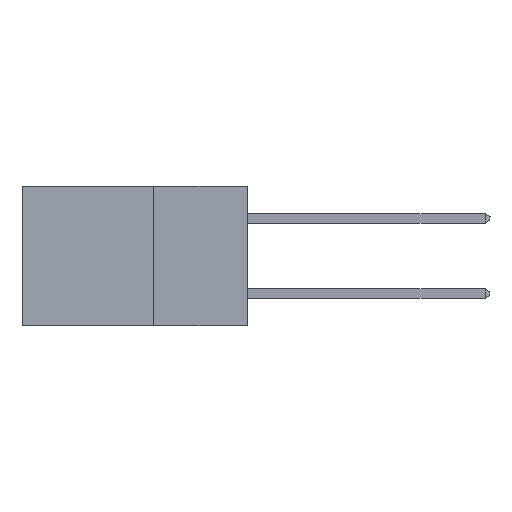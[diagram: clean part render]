
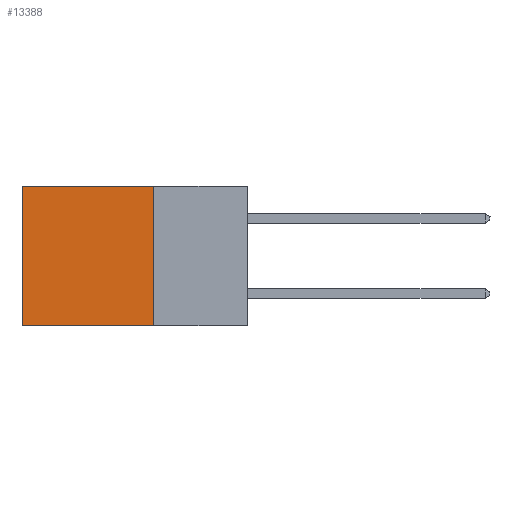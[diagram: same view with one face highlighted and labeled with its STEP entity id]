
A CAD part, left-side view. The second image highlights one B-rep face of the part: STEP entity #13388.
In plain terms, the highlighted planar face has unit normal (-1, 0, 0).
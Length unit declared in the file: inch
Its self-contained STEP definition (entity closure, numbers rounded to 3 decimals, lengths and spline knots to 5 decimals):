
#156 = FACE_OUTER_BOUND ( 'NONE', #11082, .T. ) ;
#865 = CARTESIAN_POINT ( 'NONE',  ( 0.2615, 0.25, 0. ) ) ;
#1400 = VERTEX_POINT ( 'NONE', #8757 ) ;
#1446 = LINE ( 'NONE', #12689, #8544 ) ;
#3002 = DIRECTION ( 'NONE',  ( 0., 0., -1. ) ) ;
#3943 = VECTOR ( 'NONE', #10513, 39.37008 ) ;
#4050 = VERTEX_POINT ( 'NONE', #8496 ) ;
#6176 = LINE ( 'NONE', #11046, #11847 ) ;
#6833 = EDGE_CURVE ( 'NONE', #9697, #1400, #6851, .T. ) ;
#6851 = LINE ( 'NONE', #865, #7226 ) ;
#6937 = ORIENTED_EDGE ( 'NONE', *, *, #6833, .T. ) ;
#7005 = ORIENTED_EDGE ( 'NONE', *, *, #10661, .F. ) ;
#7085 = VERTEX_POINT ( 'NONE', #9006 ) ;
#7226 = VECTOR ( 'NONE', #19353, 39.37008 ) ;
#7308 = LINE ( 'NONE', #18468, #3943 ) ;
#7717 = DIRECTION ( 'NONE',  ( 0., 1., 0. ) ) ;
#7885 = ORIENTED_EDGE ( 'NONE', *, *, #10917, .F. ) ;
#8087 = DIRECTION ( 'NONE',  ( 0., 0., -1. ) ) ;
#8193 = PLANE ( 'NONE',  #12673 ) ;
#8216 = EDGE_CURVE ( 'NONE', #1400, #4050, #1446, .T. ) ;
#8296 = DIRECTION ( 'NONE',  ( 1., 0., 0. ) ) ;
#8496 = CARTESIAN_POINT ( 'NONE',  ( 0.2615, 0.6, -0.37 ) ) ;
#8544 = VECTOR ( 'NONE', #3002, 39.37008 ) ;
#8757 = CARTESIAN_POINT ( 'NONE',  ( 0.2615, 0.6, 0. ) ) ;
#9006 = CARTESIAN_POINT ( 'NONE',  ( 0.2615, 0.25, -0.37 ) ) ;
#9697 = VERTEX_POINT ( 'NONE', #15766 ) ;
#10513 = DIRECTION ( 'NONE',  ( 0., 0., -1. ) ) ;
#10593 = ORIENTED_EDGE ( 'NONE', *, *, #8216, .T. ) ;
#10661 = EDGE_CURVE ( 'NONE', #7085, #4050, #6176, .T. ) ;
#10917 = EDGE_CURVE ( 'NONE', #9697, #7085, #7308, .T. ) ;
#11046 = CARTESIAN_POINT ( 'NONE',  ( 0.2615, 0.25, -0.37 ) ) ;
#11082 = EDGE_LOOP ( 'NONE', ( #10593, #7005, #7885, #6937 ) ) ;
#11847 = VECTOR ( 'NONE', #7717, 39.37008 ) ;
#12673 = AXIS2_PLACEMENT_3D ( 'NONE', #18856, #8296, #8087 ) ;
#12689 = CARTESIAN_POINT ( 'NONE',  ( 0.2615, 0.6, -0.37 ) ) ;
#13388 = ADVANCED_FACE ( 'NONE', ( #156 ), #8193, .F. ) ;
#15766 = CARTESIAN_POINT ( 'NONE',  ( 0.2615, 0.25, 0. ) ) ;
#18468 = CARTESIAN_POINT ( 'NONE',  ( 0.2615, 0.25, -0.37 ) ) ;
#18856 = CARTESIAN_POINT ( 'NONE',  ( 0.2615, 0.25, -0.37 ) ) ;
#19353 = DIRECTION ( 'NONE',  ( 0., 1., 0. ) ) ;
